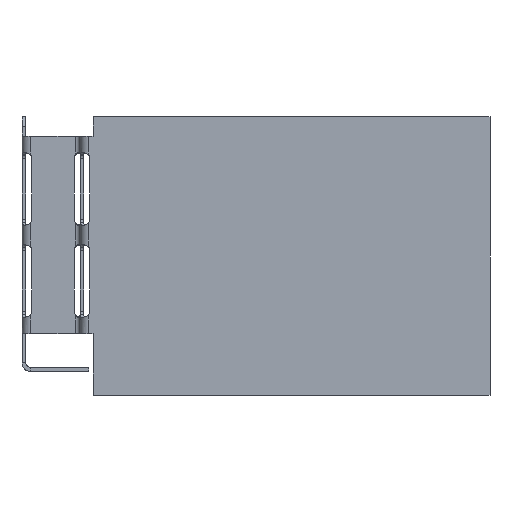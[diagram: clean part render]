
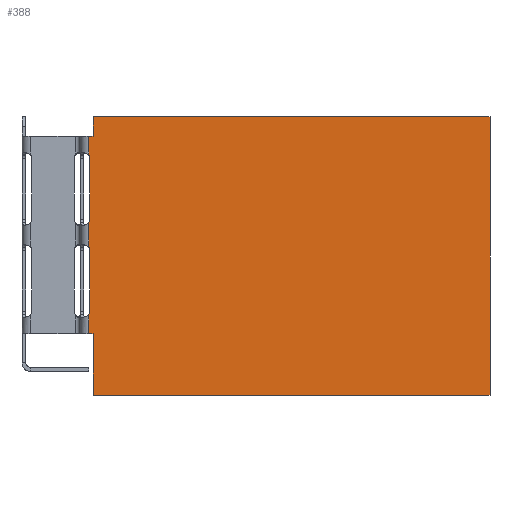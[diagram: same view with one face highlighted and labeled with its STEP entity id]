
A CAD part, front view. The second image highlights one B-rep face of the part: STEP entity #388.
In plain terms, the highlighted planar face has unit normal (0, -1, 0).
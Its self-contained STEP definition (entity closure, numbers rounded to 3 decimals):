
#272=AXIS2_PLACEMENT_3D('Plane Axis2P3D',#269,#270,#271) ;
#285=AXIS2_PLACEMENT_3D('Circle Axis2P3D',#283,#284,$) ;
#299=AXIS2_PLACEMENT_3D('Circle Axis2P3D',#297,#298,$) ;
#313=AXIS2_PLACEMENT_3D('Circle Axis2P3D',#311,#312,$) ;
#367=AXIS2_PLACEMENT_3D('Circle Axis2P3D',#365,#366,$) ;
#41=CARTESIAN_POINT('Vertex',(14.685,0.,53.5)) ;
#57=CARTESIAN_POINT('Vertex',(13.79,0.,53.5)) ;
#60=CARTESIAN_POINT('Line Origine',(14.238,0.,53.5)) ;
#77=CARTESIAN_POINT('Line Origine',(14.685,0.,55.5)) ;
#81=CARTESIAN_POINT('Vertex',(14.685,0.,57.5)) ;
#269=CARTESIAN_POINT('Axis2P3D Location',(-80.315,0.,-7.3)) ;
#274=CARTESIAN_POINT('Line Origine',(14.035,0.,42.6)) ;
#278=CARTESIAN_POINT('Vertex',(14.035,0.,48.85)) ;
#280=CARTESIAN_POINT('Vertex',(14.035,0.,36.35)) ;
#283=CARTESIAN_POINT('Axis2P3D Location',(12.785,0.,36.35)) ;
#287=CARTESIAN_POINT('Vertex',(13.79,0.,35.607)) ;
#290=CARTESIAN_POINT('Line Origine',(13.79,0.,33.1)) ;
#294=CARTESIAN_POINT('Vertex',(13.79,0.,30.593)) ;
#297=CARTESIAN_POINT('Axis2P3D Location',(12.785,0.,29.85)) ;
#301=CARTESIAN_POINT('Vertex',(14.035,0.,29.85)) ;
#304=CARTESIAN_POINT('Line Origine',(14.035,0.,23.6)) ;
#308=CARTESIAN_POINT('Vertex',(14.035,0.,17.35)) ;
#311=CARTESIAN_POINT('Axis2P3D Location',(12.785,0.,17.35)) ;
#315=CARTESIAN_POINT('Vertex',(13.79,0.,16.607)) ;
#318=CARTESIAN_POINT('Line Origine',(13.79,0.,14.653)) ;
#322=CARTESIAN_POINT('Vertex',(13.79,0.,12.7)) ;
#325=CARTESIAN_POINT('Line Origine',(14.238,0.,12.7)) ;
#329=CARTESIAN_POINT('Vertex',(14.685,0.,12.7)) ;
#332=CARTESIAN_POINT('Line Origine',(14.685,0.,6.35)) ;
#336=CARTESIAN_POINT('Vertex',(14.685,0.,0.)) ;
#339=CARTESIAN_POINT('Line Origine',(55.685,0.,0.)) ;
#343=CARTESIAN_POINT('Vertex',(96.685,0.,0.)) ;
#346=CARTESIAN_POINT('Line Origine',(96.685,0.,28.75)) ;
#350=CARTESIAN_POINT('Vertex',(96.685,0.,57.5)) ;
#353=CARTESIAN_POINT('Line Origine',(55.685,0.,57.5)) ;
#358=CARTESIAN_POINT('Line Origine',(13.79,0.,51.547)) ;
#362=CARTESIAN_POINT('Vertex',(13.79,0.,49.593)) ;
#365=CARTESIAN_POINT('Axis2P3D Location',(12.785,0.,48.85)) ;
#61=DIRECTION('Vector Direction',(-1.,0.,0.)) ;
#78=DIRECTION('Vector Direction',(0.,0.,1.)) ;
#270=DIRECTION('Axis2P3D Direction',(0.,1.,0.)) ;
#271=DIRECTION('Axis2P3D XDirection',(-1.,0.,0.)) ;
#275=DIRECTION('Vector Direction',(0.,0.,1.)) ;
#284=DIRECTION('Axis2P3D Direction',(0.,1.,0.)) ;
#291=DIRECTION('Vector Direction',(0.,0.,-1.)) ;
#298=DIRECTION('Axis2P3D Direction',(0.,1.,0.)) ;
#305=DIRECTION('Vector Direction',(0.,0.,-1.)) ;
#312=DIRECTION('Axis2P3D Direction',(0.,1.,0.)) ;
#319=DIRECTION('Vector Direction',(0.,0.,-1.)) ;
#326=DIRECTION('Vector Direction',(1.,0.,0.)) ;
#333=DIRECTION('Vector Direction',(0.,0.,1.)) ;
#340=DIRECTION('Vector Direction',(-1.,0.,0.)) ;
#347=DIRECTION('Vector Direction',(0.,0.,-1.)) ;
#354=DIRECTION('Vector Direction',(1.,0.,0.)) ;
#359=DIRECTION('Vector Direction',(0.,0.,-1.)) ;
#366=DIRECTION('Axis2P3D Direction',(0.,1.,0.)) ;
#62=VECTOR('Line Direction',#61,1.) ;
#79=VECTOR('Line Direction',#78,1.) ;
#276=VECTOR('Line Direction',#275,1.) ;
#292=VECTOR('Line Direction',#291,1.) ;
#306=VECTOR('Line Direction',#305,1.) ;
#320=VECTOR('Line Direction',#319,1.) ;
#327=VECTOR('Line Direction',#326,1.) ;
#334=VECTOR('Line Direction',#333,1.) ;
#341=VECTOR('Line Direction',#340,1.) ;
#348=VECTOR('Line Direction',#347,1.) ;
#355=VECTOR('Line Direction',#354,1.) ;
#360=VECTOR('Line Direction',#359,1.) ;
#371=ORIENTED_EDGE('',*,*,#282,.T.) ;
#372=ORIENTED_EDGE('',*,*,#289,.T.) ;
#373=ORIENTED_EDGE('',*,*,#296,.T.) ;
#374=ORIENTED_EDGE('',*,*,#303,.F.) ;
#375=ORIENTED_EDGE('',*,*,#310,.T.) ;
#376=ORIENTED_EDGE('',*,*,#317,.T.) ;
#377=ORIENTED_EDGE('',*,*,#324,.T.) ;
#378=ORIENTED_EDGE('',*,*,#331,.T.) ;
#379=ORIENTED_EDGE('',*,*,#338,.F.) ;
#380=ORIENTED_EDGE('',*,*,#345,.F.) ;
#381=ORIENTED_EDGE('',*,*,#352,.F.) ;
#382=ORIENTED_EDGE('',*,*,#357,.F.) ;
#383=ORIENTED_EDGE('',*,*,#83,.F.) ;
#384=ORIENTED_EDGE('',*,*,#64,.T.) ;
#385=ORIENTED_EDGE('',*,*,#364,.T.) ;
#386=ORIENTED_EDGE('',*,*,#369,.T.) ;
#388=ADVANCED_FACE('Koerper.2',(#387),#273,.F.) ;
#286=CIRCLE('generated circle',#285,1.25) ;
#300=CIRCLE('generated circle',#299,1.25) ;
#314=CIRCLE('generated circle',#313,1.25) ;
#368=CIRCLE('generated circle',#367,1.25) ;
#64=EDGE_CURVE('',#42,#58,#63,.T.) ;
#83=EDGE_CURVE('',#42,#82,#80,.T.) ;
#282=EDGE_CURVE('',#279,#281,#277,.F.) ;
#289=EDGE_CURVE('',#281,#288,#286,.T.) ;
#296=EDGE_CURVE('',#288,#295,#293,.T.) ;
#303=EDGE_CURVE('',#302,#295,#300,.F.) ;
#310=EDGE_CURVE('',#302,#309,#307,.T.) ;
#317=EDGE_CURVE('',#309,#316,#314,.T.) ;
#324=EDGE_CURVE('',#316,#323,#321,.T.) ;
#331=EDGE_CURVE('',#323,#330,#328,.T.) ;
#338=EDGE_CURVE('',#337,#330,#335,.T.) ;
#345=EDGE_CURVE('',#344,#337,#342,.T.) ;
#352=EDGE_CURVE('',#351,#344,#349,.T.) ;
#357=EDGE_CURVE('',#82,#351,#356,.T.) ;
#364=EDGE_CURVE('',#58,#363,#361,.T.) ;
#369=EDGE_CURVE('',#363,#279,#368,.T.) ;
#370=EDGE_LOOP('',(#371,#372,#373,#374,#375,#376,#377,#378,#379,#380,#381,#382,#383,#384,#385,#386)) ;
#387=FACE_OUTER_BOUND('',#370,.T.) ;
#63=LINE('Line',#60,#62) ;
#80=LINE('Line',#77,#79) ;
#277=LINE('Line',#274,#276) ;
#293=LINE('Line',#290,#292) ;
#307=LINE('Line',#304,#306) ;
#321=LINE('Line',#318,#320) ;
#328=LINE('Line',#325,#327) ;
#335=LINE('Line',#332,#334) ;
#342=LINE('Line',#339,#341) ;
#349=LINE('Line',#346,#348) ;
#356=LINE('Line',#353,#355) ;
#361=LINE('Line',#358,#360) ;
#273=PLANE('',#272) ;
#42=VERTEX_POINT('',#41) ;
#58=VERTEX_POINT('',#57) ;
#82=VERTEX_POINT('',#81) ;
#279=VERTEX_POINT('',#278) ;
#281=VERTEX_POINT('',#280) ;
#288=VERTEX_POINT('',#287) ;
#295=VERTEX_POINT('',#294) ;
#302=VERTEX_POINT('',#301) ;
#309=VERTEX_POINT('',#308) ;
#316=VERTEX_POINT('',#315) ;
#323=VERTEX_POINT('',#322) ;
#330=VERTEX_POINT('',#329) ;
#337=VERTEX_POINT('',#336) ;
#344=VERTEX_POINT('',#343) ;
#351=VERTEX_POINT('',#350) ;
#363=VERTEX_POINT('',#362) ;
